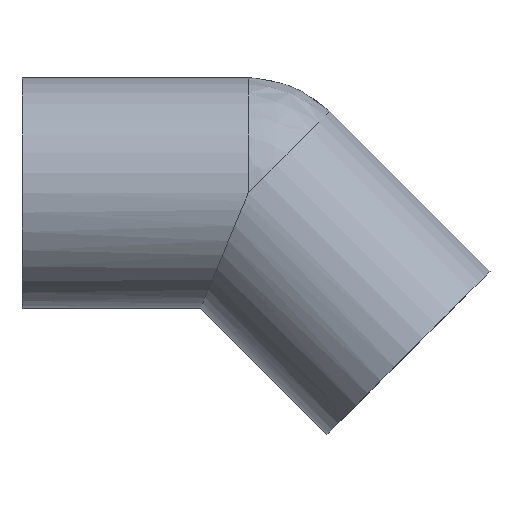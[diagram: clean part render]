
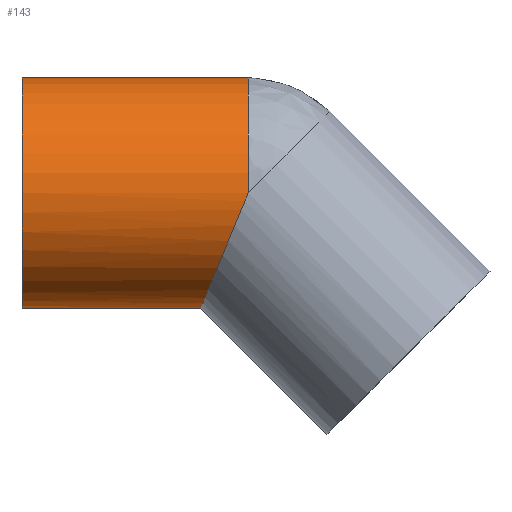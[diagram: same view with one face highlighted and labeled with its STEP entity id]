
A CAD part, top view. The second image highlights one B-rep face of the part: STEP entity #143.
In plain terms, the highlighted cylindrical face has radius 55 mm (diameter 110 mm), a partial arc.
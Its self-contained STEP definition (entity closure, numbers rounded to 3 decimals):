
#91 = EDGE_CURVE( '', #169, #181, #228, .T. );
#97 = VERTEX_POINT( '', #235 );
#119 = EDGE_CURVE( '', #139, #97, #259, .T. );
#127 = EDGE_CURVE( '', #197, #169, #267, .T. );
#139 = VERTEX_POINT( '', #280 );
#143 = ADVANCED_FACE( '', ( #286 ), #287, .T. );
#157 = EDGE_CURVE( '', #181, #97, #302, .T. );
#163 = EDGE_CURVE( '', #139, #197, #310, .T. );
#169 = VERTEX_POINT( '', #316 );
#181 = VERTEX_POINT( '', #328 );
#197 = VERTEX_POINT( '', #344 );
#228 = CIRCLE( '', #369, 55. );
#235 = CARTESIAN_POINT( '', ( 0., 55., 0. ) );
#259 = CIRCLE( '', #407, 55. );
#267 = ELLIPSE( '', #417, 59.532, 55. );
#280 = CARTESIAN_POINT( '', ( 0., -55., 0. ) );
#286 = FACE_OUTER_BOUND( '', #440, .T. );
#287 = CYLINDRICAL_SURFACE( '', #441, 55. );
#302 = LINE( '', #458, #459 );
#310 = LINE( '', #468, #469 );
#316 = CARTESIAN_POINT( '', ( 108., 0., 55. ) );
#328 = CARTESIAN_POINT( '', ( 108., 55., 0. ) );
#344 = CARTESIAN_POINT( '', ( 85.218, -55., 0. ) );
#369 = AXIS2_PLACEMENT_3D( '', #545, #546, #547 );
#407 = AXIS2_PLACEMENT_3D( '', #583, #584, #585 );
#417 = AXIS2_PLACEMENT_3D( '', #589, #590, #591 );
#440 = EDGE_LOOP( '', ( #621, #622, #623, #624, #625 ) );
#441 = AXIS2_PLACEMENT_3D( '', #626, #627, #628 );
#458 = CARTESIAN_POINT( '', ( 54., 55., 0. ) );
#459 = VECTOR( '', #645, 1. );
#468 = CARTESIAN_POINT( '', ( 54., -55., 0. ) );
#469 = VECTOR( '', #663, 1. );
#545 = CARTESIAN_POINT( '', ( 108., 0., 0. ) );
#546 = DIRECTION( '', ( -1., 0., 0. ) );
#547 = DIRECTION( '', ( 0., 1., 0. ) );
#583 = CARTESIAN_POINT( '', ( 0., 0., 0. ) );
#584 = DIRECTION( '', ( -1., 0., 0. ) );
#585 = DIRECTION( '', ( 0., 1., 0. ) );
#589 = CARTESIAN_POINT( '', ( 108., 0., 0. ) );
#590 = DIRECTION( '', ( -0.924, 0.383, 0. ) );
#591 = DIRECTION( '', ( 0.383, 0.924, 0. ) );
#621 = ORIENTED_EDGE( '', *, *, #157, .T. );
#622 = ORIENTED_EDGE( '', *, *, #119, .F. );
#623 = ORIENTED_EDGE( '', *, *, #163, .T. );
#624 = ORIENTED_EDGE( '', *, *, #127, .T. );
#625 = ORIENTED_EDGE( '', *, *, #91, .T. );
#626 = CARTESIAN_POINT( '', ( 54., 0., 0. ) );
#627 = DIRECTION( '', ( 1., 0., 0. ) );
#628 = DIRECTION( '', ( 0., 1., 0. ) );
#645 = DIRECTION( '', ( -1., 0., 0. ) );
#663 = DIRECTION( '', ( 1., 0., 0. ) );
